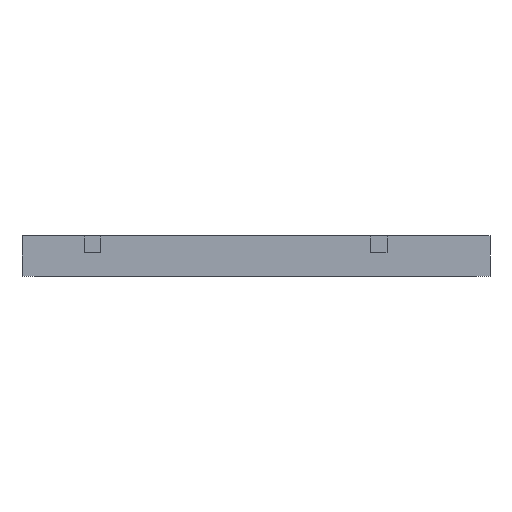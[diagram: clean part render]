
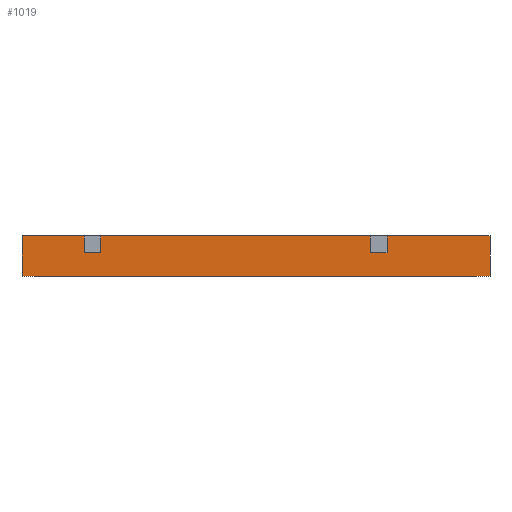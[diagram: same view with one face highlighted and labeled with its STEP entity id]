
A CAD part, front view. The second image highlights one B-rep face of the part: STEP entity #1019.
In plain terms, the highlighted free-form (B-spline) face has degree [1, 1] with [2, 2] control points.
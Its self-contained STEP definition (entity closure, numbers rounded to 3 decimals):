
#35=CARTESIAN_POINT('',(0.,0.,0.));
#36=VERTEX_POINT('',#35);
#37=CARTESIAN_POINT('',(70.,0.,0.));
#38=VERTEX_POINT('',#37);
#39=CARTESIAN_POINT('',(0.,0.,0.));
#40=CARTESIAN_POINT('',(70.,0.,0.));
#41=B_SPLINE_CURVE_WITH_KNOTS('',1,(#39,#40),.POLYLINE_FORM.,.F.,.U.,(2,2),(0.,1.),.UNSPECIFIED.);
#42=EDGE_CURVE('',#36,#38,#41,.T.);
#253=CARTESIAN_POINT('',(70.,0.,6.));
#254=VERTEX_POINT('',#253);
#260=CARTESIAN_POINT('',(70.,0.,0.));
#261=CARTESIAN_POINT('',(70.,0.,6.));
#262=B_SPLINE_CURVE_WITH_KNOTS('',1,(#260,#261),.POLYLINE_FORM.,.F.,.U.,(2,2),(0.,1.),.UNSPECIFIED.);
#263=EDGE_CURVE('',#38,#254,#262,.T.);
#296=CARTESIAN_POINT('',(0.,0.,6.));
#297=VERTEX_POINT('',#296);
#298=CARTESIAN_POINT('',(0.,0.,0.));
#299=CARTESIAN_POINT('',(0.,0.,6.));
#300=B_SPLINE_CURVE_WITH_KNOTS('',1,(#298,#299),.POLYLINE_FORM.,.F.,.U.,(2,2),(0.,1.),.UNSPECIFIED.);
#301=EDGE_CURVE('',#36,#297,#300,.T.);
#948=CARTESIAN_POINT('',(0.,0.,0.));
#949=CARTESIAN_POINT('',(0.,0.,6.));
#950=CARTESIAN_POINT('',(70.,0.,0.));
#951=CARTESIAN_POINT('',(70.,0.,6.));
#952=B_SPLINE_SURFACE_WITH_KNOTS('',1,1,((#948,#949),(#950,#951)),.PLANE_SURF.,.F.,.F.,.U.,(2,2),(2,2),(0.,1.),(0.,1.),.UNSPECIFIED.);
#953=CARTESIAN_POINT('',(11.8,0.,3.5));
#954=VERTEX_POINT('',#953);
#955=CARTESIAN_POINT('',(11.8,0.,6.));
#956=VERTEX_POINT('',#955);
#957=CARTESIAN_POINT('',(11.8,0.,3.5));
#958=CARTESIAN_POINT('',(11.8,0.,6.));
#959=B_SPLINE_CURVE_WITH_KNOTS('',1,(#957,#958),.POLYLINE_FORM.,.F.,.U.,(2,2),(0.,1.),.UNSPECIFIED.);
#960=EDGE_CURVE('',#954,#956,#959,.T.);
#961=ORIENTED_EDGE('',*,*,#960,.F.);
#962=CARTESIAN_POINT('',(9.3,0.,3.5));
#963=VERTEX_POINT('',#962);
#964=CARTESIAN_POINT('',(9.3,0.,3.5));
#965=CARTESIAN_POINT('',(11.8,0.,3.5));
#966=B_SPLINE_CURVE_WITH_KNOTS('',1,(#964,#965),.POLYLINE_FORM.,.F.,.U.,(2,2),(0.,1.),.UNSPECIFIED.);
#967=EDGE_CURVE('',#963,#954,#966,.T.);
#968=ORIENTED_EDGE('',*,*,#967,.F.);
#969=CARTESIAN_POINT('',(9.3,0.,6.));
#970=VERTEX_POINT('',#969);
#971=CARTESIAN_POINT('',(9.3,0.,6.));
#972=CARTESIAN_POINT('',(9.3,0.,3.5));
#973=B_SPLINE_CURVE_WITH_KNOTS('',1,(#971,#972),.POLYLINE_FORM.,.F.,.U.,(2,2),(0.,1.),.UNSPECIFIED.);
#974=EDGE_CURVE('',#970,#963,#973,.T.);
#975=ORIENTED_EDGE('',*,*,#974,.F.);
#976=CARTESIAN_POINT('',(0.,0.,6.));
#977=CARTESIAN_POINT('',(9.3,0.,6.));
#978=B_SPLINE_CURVE_WITH_KNOTS('',1,(#976,#977),.POLYLINE_FORM.,.F.,.U.,(2,2),(0.,0.133),.UNSPECIFIED.);
#979=EDGE_CURVE('',#297,#970,#978,.T.);
#980=ORIENTED_EDGE('',*,*,#979,.F.);
#981=ORIENTED_EDGE('',*,*,#301,.F.);
#982=ORIENTED_EDGE('',*,*,#42,.T.);
#983=ORIENTED_EDGE('',*,*,#263,.T.);
#984=CARTESIAN_POINT('',(54.6,0.,6.));
#985=VERTEX_POINT('',#984);
#986=CARTESIAN_POINT('',(54.6,0.,6.));
#987=CARTESIAN_POINT('',(70.,0.,6.));
#988=B_SPLINE_CURVE_WITH_KNOTS('',1,(#986,#987),.POLYLINE_FORM.,.F.,.U.,(2,2),(0.78,1.),.UNSPECIFIED.);
#989=EDGE_CURVE('',#985,#254,#988,.T.);
#990=ORIENTED_EDGE('',*,*,#989,.F.);
#991=CARTESIAN_POINT('',(54.6,0.,3.5));
#992=VERTEX_POINT('',#991);
#993=CARTESIAN_POINT('',(54.6,0.,3.5));
#994=CARTESIAN_POINT('',(54.6,0.,6.));
#995=B_SPLINE_CURVE_WITH_KNOTS('',1,(#993,#994),.POLYLINE_FORM.,.F.,.U.,(2,2),(0.,1.),.UNSPECIFIED.);
#996=EDGE_CURVE('',#992,#985,#995,.T.);
#997=ORIENTED_EDGE('',*,*,#996,.F.);
#998=CARTESIAN_POINT('',(52.1,0.,3.5));
#999=VERTEX_POINT('',#998);
#1000=CARTESIAN_POINT('',(52.1,0.,3.5));
#1001=CARTESIAN_POINT('',(54.6,0.,3.5));
#1002=B_SPLINE_CURVE_WITH_KNOTS('',1,(#1000,#1001),.POLYLINE_FORM.,.F.,.U.,(2,2),(0.,1.),.UNSPECIFIED.);
#1003=EDGE_CURVE('',#999,#992,#1002,.T.);
#1004=ORIENTED_EDGE('',*,*,#1003,.F.);
#1005=CARTESIAN_POINT('',(52.1,0.,6.));
#1006=VERTEX_POINT('',#1005);
#1007=CARTESIAN_POINT('',(52.1,0.,6.));
#1008=CARTESIAN_POINT('',(52.1,0.,3.5));
#1009=B_SPLINE_CURVE_WITH_KNOTS('',1,(#1007,#1008),.POLYLINE_FORM.,.F.,.U.,(2,2),(0.,1.),.UNSPECIFIED.);
#1010=EDGE_CURVE('',#1006,#999,#1009,.T.);
#1011=ORIENTED_EDGE('',*,*,#1010,.F.);
#1012=CARTESIAN_POINT('',(11.8,0.,6.));
#1013=CARTESIAN_POINT('',(52.1,0.,6.));
#1014=B_SPLINE_CURVE_WITH_KNOTS('',1,(#1012,#1013),.POLYLINE_FORM.,.F.,.U.,(2,2),(0.169,0.744),.UNSPECIFIED.);
#1015=EDGE_CURVE('',#956,#1006,#1014,.T.);
#1016=ORIENTED_EDGE('',*,*,#1015,.F.);
#1017=EDGE_LOOP('',(#961,#968,#975,#980,#981,#982,#983,#990,#997,#1004,#1011,#1016));
#1018=FACE_OUTER_BOUND('',#1017,.T.);
#1019=ADVANCED_FACE('',(#1018),#952,.T.);
